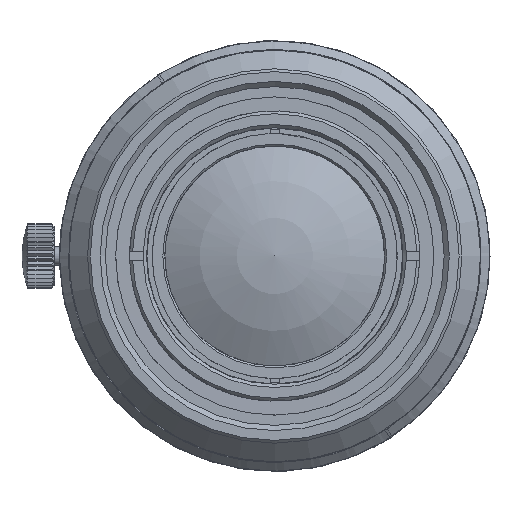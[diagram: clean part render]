
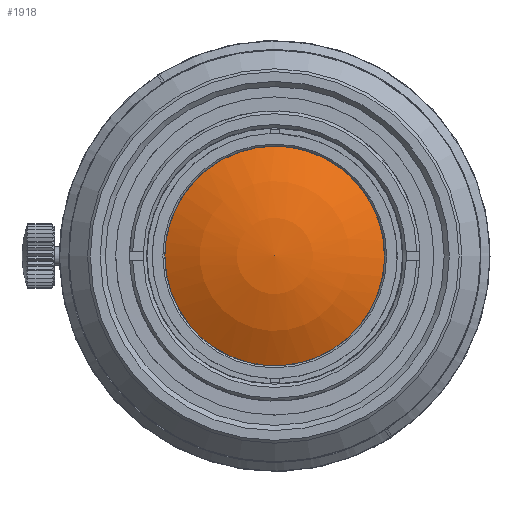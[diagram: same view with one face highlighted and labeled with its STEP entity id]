
A CAD part, left-side view. The second image highlights one B-rep face of the part: STEP entity #1918.
In plain terms, the highlighted spherical face has radius 23.884 mm.
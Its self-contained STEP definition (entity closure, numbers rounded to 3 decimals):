
#121=SPHERICAL_SURFACE('',#8228,23.884);
#124=VERTEX_LOOP('',#5773);
#708=B_SPLINE_CURVE_WITH_KNOTS('',3,(#9949,#9950,#9951,#9952,#9953,#9954,
#9955,#9956,#9957,#9958,#9959,#9960,#9961,#9962,#9963,#9964,#9965,#9966),
 .UNSPECIFIED.,.T.,.F.,(2,2,2,2,2,2,2,2,2,2,2),(-0.125,0.,0.125,0.25,0.375,
0.5,0.625,0.75,0.875,1.,1.125),.UNSPECIFIED.);
#1918=ADVANCED_FACE('',(#2353,#2354),#121,.T.);
#2353=FACE_BOUND('',#2794,.T.);
#2354=FACE_BOUND('',#124,.T.);
#2794=EDGE_LOOP('',(#3889));
#3889=ORIENTED_EDGE('',*,*,#6642,.T.);
#5554=VERTEX_POINT('',#9967);
#5773=VERTEX_POINT('',#11274);
#6642=EDGE_CURVE('',#5554,#5554,#708,.T.);
#8228=AXIS2_PLACEMENT_3D('',#11275,#9139,#9140);
#9139=DIRECTION('',(-1.,0.,0.));
#9140=DIRECTION('',(0.,1.,0.));
#9949=CARTESIAN_POINT('',(-182.681,-3.071,11.73));
#9950=CARTESIAN_POINT('',(-182.681,3.071,11.73));
#9951=CARTESIAN_POINT('',(-182.681,6.123,10.466));
#9952=CARTESIAN_POINT('',(-182.681,10.466,6.123));
#9953=CARTESIAN_POINT('',(-182.681,11.73,3.071));
#9954=CARTESIAN_POINT('',(-182.681,11.73,-3.071));
#9955=CARTESIAN_POINT('',(-182.681,10.466,-6.123));
#9956=CARTESIAN_POINT('',(-182.681,6.123,-10.466));
#9957=CARTESIAN_POINT('',(-182.681,3.071,-11.73));
#9958=CARTESIAN_POINT('',(-182.681,-3.071,-11.73));
#9959=CARTESIAN_POINT('',(-182.681,-6.123,-10.466));
#9960=CARTESIAN_POINT('',(-182.681,-10.466,-6.123));
#9961=CARTESIAN_POINT('',(-182.681,-11.73,-3.071));
#9962=CARTESIAN_POINT('',(-182.681,-11.73,3.071));
#9963=CARTESIAN_POINT('',(-182.681,-10.466,6.123));
#9964=CARTESIAN_POINT('',(-182.681,-6.123,10.466));
#9965=CARTESIAN_POINT('',(-182.681,-3.071,11.73));
#9966=CARTESIAN_POINT('',(-182.681,3.071,11.73));
#9967=CARTESIAN_POINT('',(-182.675,0.,11.74));
#11274=CARTESIAN_POINT('',(-185.76,0.,0.));
#11275=CARTESIAN_POINT('',(-161.876,0.,0.));
